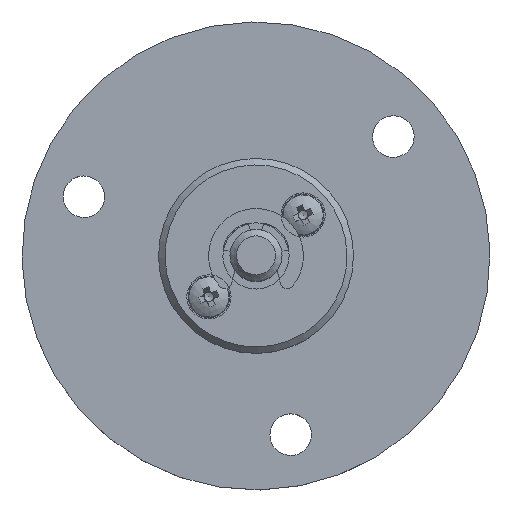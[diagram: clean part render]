
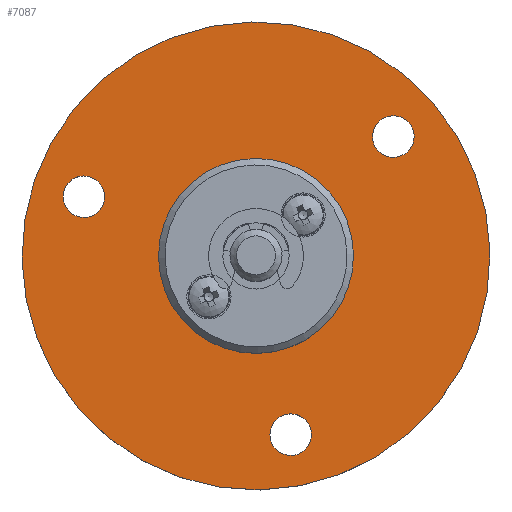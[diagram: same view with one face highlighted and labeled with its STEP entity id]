
A CAD part, top view. The second image highlights one B-rep face of the part: STEP entity #7087.
In plain terms, the highlighted planar face has unit normal (0, 0, 1).
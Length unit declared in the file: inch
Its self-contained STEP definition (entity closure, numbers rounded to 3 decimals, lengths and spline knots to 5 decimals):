
#269 = CARTESIAN_POINT ( 'NONE',  ( 0., 0., -1.02362 ) ) ;
#532 = VERTEX_POINT ( 'NONE', #11753 ) ;
#582 = CARTESIAN_POINT ( 'NONE',  ( 0.10519, -0.54105, -1.02362 ) ) ;
#592 = CARTESIAN_POINT ( 'NONE',  ( 0.41597, 0.36162, -1.02362 ) ) ;
#862 = EDGE_CURVE ( 'NONE', #5222, #5222, #9514, .T. ) ;
#1119 = ORIENTED_EDGE ( 'NONE', *, *, #6848, .F. ) ;
#1375 = EDGE_CURVE ( 'NONE', #532, #532, #2830, .T. ) ;
#1424 = CARTESIAN_POINT ( 'NONE',  ( 0., 0., -1.02362 ) ) ;
#1929 = ORIENTED_EDGE ( 'NONE', *, *, #3768, .T. ) ;
#2482 = DIRECTION ( 'NONE',  ( 0.755, 0.656, 0. ) ) ;
#2830 = CIRCLE ( 'NONE', #7727, 0.29528 ) ;
#2931 = ORIENTED_EDGE ( 'NONE', *, *, #862, .T. ) ;
#3034 = ORIENTED_EDGE ( 'NONE', *, *, #1375, .T. ) ;
#3069 = DIRECTION ( 'NONE',  ( 0., 0., -1. ) ) ;
#3359 = DIRECTION ( 'NONE',  ( 0., 0., -1. ) ) ;
#3483 = VERTEX_POINT ( 'NONE', #8382 ) ;
#3630 = PLANE ( 'NONE',  #10210 ) ;
#3768 = EDGE_CURVE ( 'NONE', #11457, #11457, #8683, .T. ) ;
#3769 = ORIENTED_EDGE ( 'NONE', *, *, #9074, .T. ) ;
#4226 = AXIS2_PLACEMENT_3D ( 'NONE', #5588, #5513, #11214 ) ;
#4285 = DIRECTION ( 'NONE',  ( 0., 0., -1. ) ) ;
#4771 = DIRECTION ( 'NONE',  ( 0.755, 0.656, 0. ) ) ;
#4889 = CARTESIAN_POINT ( 'NONE',  ( 0.53482, 0.46494, -1.02362 ) ) ;
#5222 = VERTEX_POINT ( 'NONE', #7230 ) ;
#5513 = DIRECTION ( 'NONE',  ( 0., 0., -1. ) ) ;
#5588 = CARTESIAN_POINT ( 'NONE',  ( -0.52116, 0.17943, -1.02362 ) ) ;
#6451 = CARTESIAN_POINT ( 'NONE',  ( 0.1805, -0.20762, -1.02362 ) ) ;
#6664 = VERTEX_POINT ( 'NONE', #4889 ) ;
#6848 = EDGE_CURVE ( 'NONE', #6664, #6664, #7560, .T. ) ;
#7087 = ADVANCED_FACE ( 'NONE', ( #7429, #10240, #11887, #7242, #7489 ), #3630, .F. ) ;
#7230 = CARTESIAN_POINT ( 'NONE',  ( -0.47362, 0.22076, -1.02362 ) ) ;
#7242 = FACE_OUTER_BOUND ( 'NONE', #10616, .T. ) ;
#7429 = FACE_BOUND ( 'NONE', #10464, .T. ) ;
#7489 = FACE_BOUND ( 'NONE', #8958, .T. ) ;
#7560 = CIRCLE ( 'NONE', #9118, 0.70866 ) ;
#7727 = AXIS2_PLACEMENT_3D ( 'NONE', #269, #3069, #4771 ) ;
#8382 = CARTESIAN_POINT ( 'NONE',  ( 0.46351, 0.40295, -1.02362 ) ) ;
#8666 = EDGE_LOOP ( 'NONE', ( #2931 ) ) ;
#8683 = CIRCLE ( 'NONE', #11416, 0.06299 ) ;
#8768 = DIRECTION ( 'NONE',  ( 0.755, 0.656, 0. ) ) ;
#8769 = CARTESIAN_POINT ( 'NONE',  ( 0.15273, -0.49972, -1.02362 ) ) ;
#8958 = EDGE_LOOP ( 'NONE', ( #3034 ) ) ;
#9074 = EDGE_CURVE ( 'NONE', #3483, #3483, #10856, .T. ) ;
#9118 = AXIS2_PLACEMENT_3D ( 'NONE', #1424, #3359, #8768 ) ;
#9514 = CIRCLE ( 'NONE', #4226, 0.06299 ) ;
#10175 = DIRECTION ( 'NONE',  ( 0.755, 0.656, 0. ) ) ;
#10210 = AXIS2_PLACEMENT_3D ( 'NONE', #6451, #10975, #10175 ) ;
#10240 = FACE_BOUND ( 'NONE', #8666, .T. ) ;
#10464 = EDGE_LOOP ( 'NONE', ( #1929 ) ) ;
#10547 = EDGE_LOOP ( 'NONE', ( #3769 ) ) ;
#10616 = EDGE_LOOP ( 'NONE', ( #1119 ) ) ;
#10856 = CIRCLE ( 'NONE', #11817, 0.06299 ) ;
#10865 = DIRECTION ( 'NONE',  ( 0., 0., -1. ) ) ;
#10975 = DIRECTION ( 'NONE',  ( 0., 0., -1. ) ) ;
#11214 = DIRECTION ( 'NONE',  ( 0.755, 0.656, 0. ) ) ;
#11416 = AXIS2_PLACEMENT_3D ( 'NONE', #582, #4285, #11750 ) ;
#11457 = VERTEX_POINT ( 'NONE', #8769 ) ;
#11750 = DIRECTION ( 'NONE',  ( 0.755, 0.656, 0. ) ) ;
#11753 = CARTESIAN_POINT ( 'NONE',  ( 0.22284, 0.19372, -1.02362 ) ) ;
#11817 = AXIS2_PLACEMENT_3D ( 'NONE', #592, #10865, #2482 ) ;
#11887 = FACE_BOUND ( 'NONE', #10547, .T. ) ;
